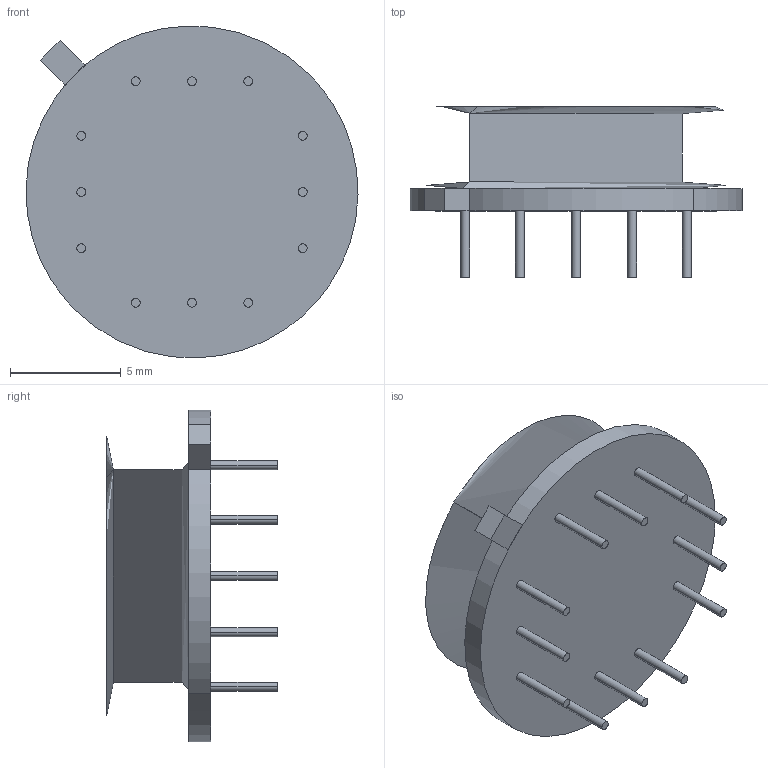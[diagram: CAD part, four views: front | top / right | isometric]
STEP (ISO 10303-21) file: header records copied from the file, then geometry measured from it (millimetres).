
FILE_DESCRIPTION(/* description */ (''),/* implementation_level */ '2;1');
FILE_NAME(/* name */ 'QCAN-1~2',/* time_stamp */ '2018-03-03T05:26:08+03:00',/* author */ (''),/* organization */ (''),/* preprocessor_version */ 'ST-DEVELOPER v15',/* originating_system */ '',/* authorisation */ '');
FILE_SCHEMA (('AUTOMOTIVE_DESIGN'));
Length unit declared in the file: millimetre
Products named in the file (1): Document
Bounding box: 14.99 x 7.7 x 14.99 mm (x, y, z)
Volume: 184 mm3; surface area: 768.4 mm2
Topology: 14 solids, 15 shells, 65 faces, 108 edges, 68 vertices
Faces by surface type: plane 33, bspline 32
Entity records: 1872 total; most frequent: CARTESIAN_POINT 969, ORIENTED_EDGE 206, EDGE_CURVE 104, VERTEX_POINT 68, ADVANCED_FACE 65, FACE_OUTER_BOUND 65, EDGE_LOOP 65, DIRECTION 45
